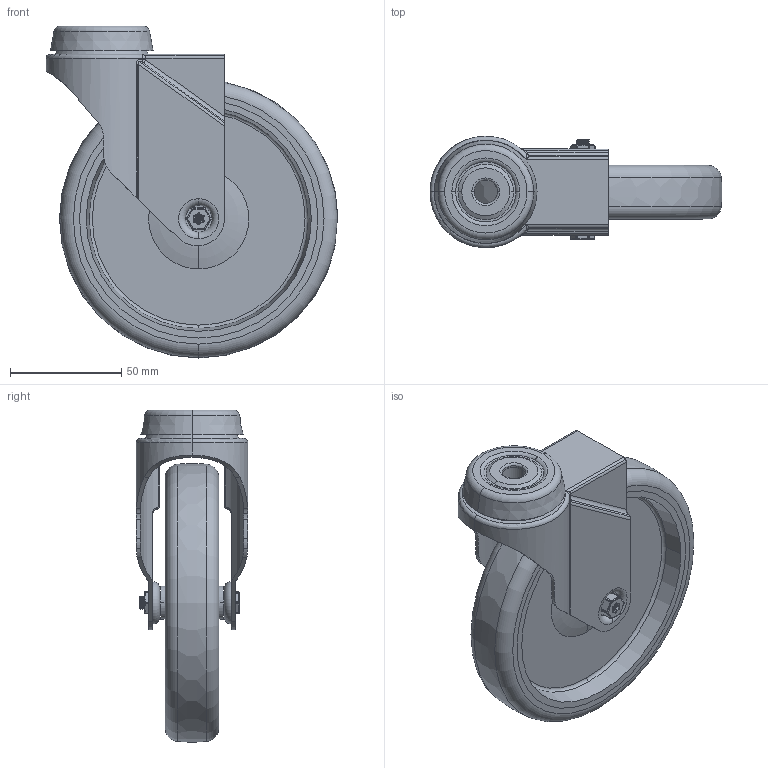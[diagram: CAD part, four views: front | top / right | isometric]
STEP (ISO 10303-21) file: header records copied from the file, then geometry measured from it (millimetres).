
FILE_DESCRIPTION(('STEP AP203'),'1');
FILE_NAME('BZRA125GRBH10.STEP','2023-05-03T11:43:03',(' '),(' '),'Spatial InterOp 3D',' ',' ');
FILE_SCHEMA(('CONFIG_CONTROL_DESIGN'));
Length unit declared in the file: metre
Products named in the file (13): BZRA125ASBH10; ZINC PLATED PRESSED STEEL FORKS; ZINC PLATED PRESSED STEEL HEAD; BZRA125GRBH10; BZRA125WGR; RUBBER WHEEL; POLYPROPYLENE RIM; TUBEM8X30; ZINC PLATED AXLE TUBE; BOLTBZRA6MM; ZINC PLATED AXLE BOLT; NM6GR8HALFGR8; ZINC PLATED LOCKING NUT
Assembly tree (12 placements, depth 3):
  BZRA125GRBH10
    BZRA125ASBH10
      ZINC PLATED PRESSED STEEL FORKS
      ZINC PLATED PRESSED STEEL HEAD
    BZRA125WGR
      RUBBER WHEEL
      POLYPROPYLENE RIM
    TUBEM8X30
      ZINC PLATED AXLE TUBE
    BOLTBZRA6MM
      ZINC PLATED AXLE BOLT
    NM6GR8HALFGR8
      ZINC PLATED LOCKING NUT
Bounding box: 130.97 x 50 x 148.97 mm (x, y, z)
Volume: 184459.5 mm3; surface area: 90516.6 mm2
Topology: 7 solids, 7 shells, 397 faces, 982 edges, 610 vertices
Faces by surface type: cylinder 173, torus 80, plane 61, bspline 41, cone 40, sphere 2
Entity records: 34075 total; most frequent: CARTESIAN_POINT 24058, DIRECTION 2048, ORIENTED_EDGE 1948, EDGE_CURVE 974, AXIS2_PLACEMENT_3D 893, VERTEX_POINT 610, CIRCLE 493, EDGE_LOOP 432
